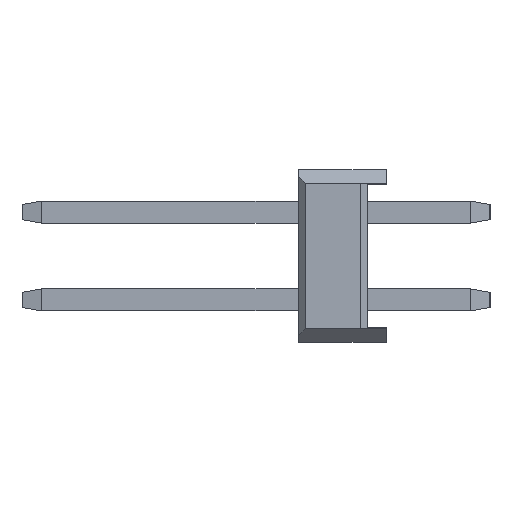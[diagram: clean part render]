
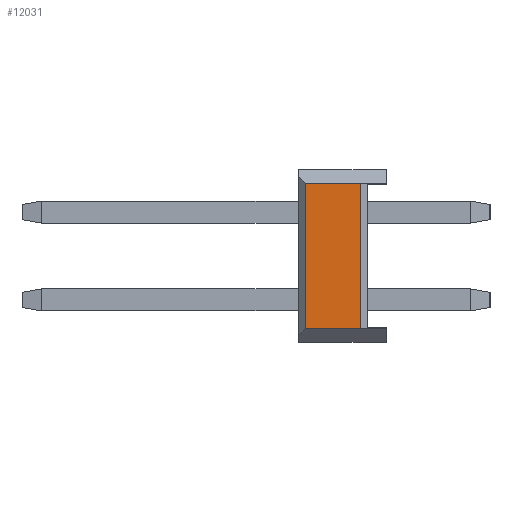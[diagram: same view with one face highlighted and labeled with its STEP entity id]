
A CAD part, left-side view. The second image highlights one B-rep face of the part: STEP entity #12031.
In plain terms, the highlighted planar face has unit normal (-1, 0, 0).
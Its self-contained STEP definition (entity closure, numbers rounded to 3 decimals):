
#173 = VECTOR ( 'NONE', #18921, 1000. ) ;
#734 = LINE ( 'NONE', #10335, #9671 ) ;
#853 = DIRECTION ( 'NONE',  ( 0., -1., 0. ) ) ;
#1743 = CARTESIAN_POINT ( 'NONE',  ( -1.27, 0.74, -2.1 ) ) ;
#2499 = DIRECTION ( 'NONE',  ( 1., 0., 0. ) ) ;
#3738 = VERTEX_POINT ( 'NONE', #20503 ) ;
#4787 = ORIENTED_EDGE ( 'NONE', *, *, #5999, .T. ) ;
#5270 = CARTESIAN_POINT ( 'NONE',  ( -1.27, 2.34, 2.1 ) ) ;
#5293 = VERTEX_POINT ( 'NONE', #9648 ) ;
#5645 = CARTESIAN_POINT ( 'NONE',  ( -1.27, 2.54, -2.1 ) ) ;
#5999 = EDGE_CURVE ( 'NONE', #9487, #3738, #15343, .T. ) ;
#6078 = FACE_OUTER_BOUND ( 'NONE', #16335, .T. ) ;
#7407 = EDGE_CURVE ( 'NONE', #16239, #5293, #734, .T. ) ;
#7753 = LINE ( 'NONE', #1743, #22893 ) ;
#8440 = EDGE_CURVE ( 'NONE', #3738, #5293, #7753, .T. ) ;
#8758 = ORIENTED_EDGE ( 'NONE', *, *, #15199, .T. ) ;
#9487 = VERTEX_POINT ( 'NONE', #24010 ) ;
#9648 = CARTESIAN_POINT ( 'NONE',  ( -1.27, 0.74, 2.1 ) ) ;
#9671 = VECTOR ( 'NONE', #853, 1000. ) ;
#10335 = CARTESIAN_POINT ( 'NONE',  ( -1.27, 2.54, 2.1 ) ) ;
#12031 = ADVANCED_FACE ( 'NONE', ( #6078 ), #23317, .F. ) ;
#12849 = LINE ( 'NONE', #5270, #22919 ) ;
#13805 = CARTESIAN_POINT ( 'NONE',  ( -1.27, 2.54, 2.1 ) ) ;
#15036 = DIRECTION ( 'NONE',  ( 0., 0., 1. ) ) ;
#15199 = EDGE_CURVE ( 'NONE', #16239, #9487, #12849, .T. ) ;
#15343 = LINE ( 'NONE', #5645, #173 ) ;
#15794 = DIRECTION ( 'NONE',  ( 0., 0., -1. ) ) ;
#16239 = VERTEX_POINT ( 'NONE', #22203 ) ;
#16335 = EDGE_LOOP ( 'NONE', ( #23509, #8758, #4787, #21924 ) ) ;
#18543 = DIRECTION ( 'NONE',  ( 0., 0., -1. ) ) ;
#18921 = DIRECTION ( 'NONE',  ( 0., -1., 0. ) ) ;
#20114 = AXIS2_PLACEMENT_3D ( 'NONE', #13805, #2499, #15794 ) ;
#20503 = CARTESIAN_POINT ( 'NONE',  ( -1.27, 0.74, -2.1 ) ) ;
#21924 = ORIENTED_EDGE ( 'NONE', *, *, #8440, .T. ) ;
#22203 = CARTESIAN_POINT ( 'NONE',  ( -1.27, 2.34, 2.1 ) ) ;
#22893 = VECTOR ( 'NONE', #15036, 1000. ) ;
#22919 = VECTOR ( 'NONE', #18543, 1000. ) ;
#23317 = PLANE ( 'NONE',  #20114 ) ;
#23509 = ORIENTED_EDGE ( 'NONE', *, *, #7407, .F. ) ;
#24010 = CARTESIAN_POINT ( 'NONE',  ( -1.27, 2.34, -2.1 ) ) ;
